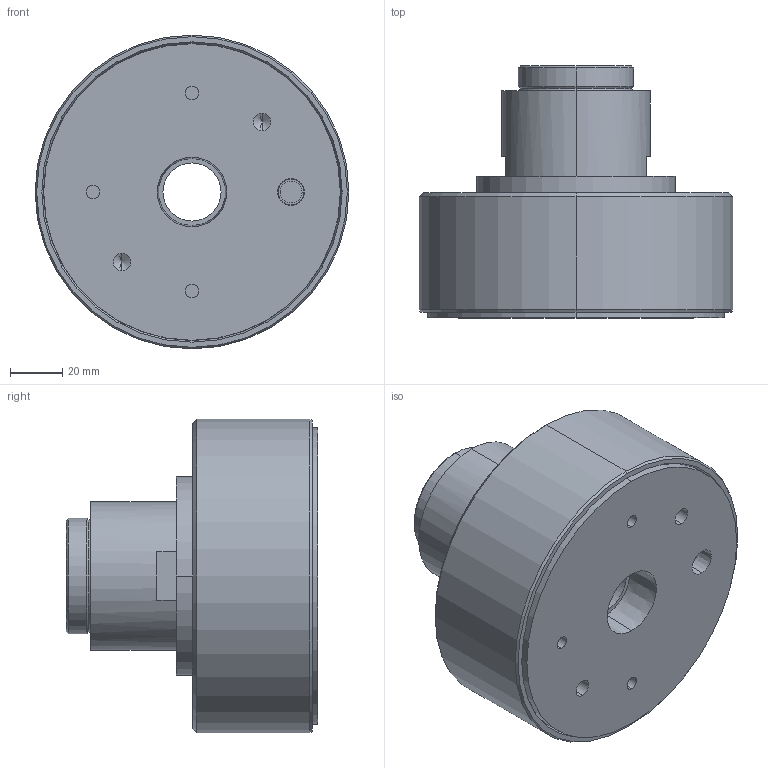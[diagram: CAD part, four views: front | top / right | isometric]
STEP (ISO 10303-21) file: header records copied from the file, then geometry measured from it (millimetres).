
FILE_DESCRIPTION (( 'STEP AP214' ), '1' );
FILE_NAME ('CTSC-002054.STEP', '2025-07-24T11:28:30', ( '' ), ( '' ), 'SwSTEP 2.0', 'SolidWorks 2023', '' );
FILE_SCHEMA (( 'AUTOMOTIVE_DESIGN' ));
Length unit declared in the file: inch
Products named in the file (1): CTSC-002054
Bounding box: 120.65 x 96.85 x 120.65 mm (x, y, z)
Volume: 631085.9 mm3; surface area: 65579.9 mm2
Topology: 1 solids, 1 shells, 75 faces, 170 edges, 106 vertices
Faces by surface type: cylinder 31, plane 21, cone 17, torus 6
Entity records: 3070 total; most frequent: CARTESIAN_POINT 410, DIRECTION 400, ORIENTED_EDGE 332, AXIS2_PLACEMENT_3D 168, EDGE_CURVE 166, VERTEX_POINT 106, CIRCLE 92, EDGE_LOOP 90
